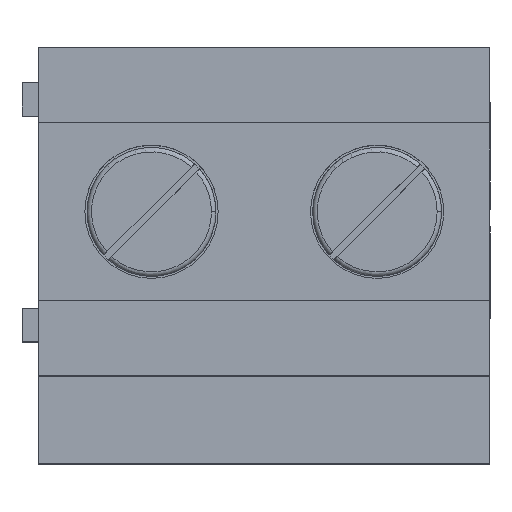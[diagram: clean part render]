
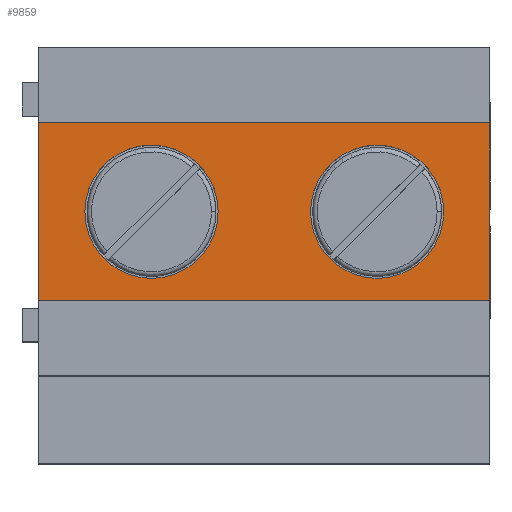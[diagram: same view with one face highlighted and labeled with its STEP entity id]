
A CAD part, top view. The second image highlights one B-rep face of the part: STEP entity #9859.
In plain terms, the highlighted planar face has unit normal (0, 0, 1).
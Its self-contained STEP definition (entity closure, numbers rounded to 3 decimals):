
#357 = LINE ( 'NONE', #5592, #2026 ) ;
#419 = CARTESIAN_POINT ( 'NONE',  ( -2.08, 0., 29.5 ) ) ;
#616 = CARTESIAN_POINT ( 'NONE',  ( -10.16, -4., 29.5 ) ) ;
#814 = CARTESIAN_POINT ( 'NONE',  ( 10.16, 4., 29.5 ) ) ;
#976 = ORIENTED_EDGE ( 'NONE', *, *, #9424, .F. ) ;
#1423 = LINE ( 'NONE', #2611, #11677 ) ;
#1436 = VECTOR ( 'NONE', #9390, 1000. ) ;
#2026 = VECTOR ( 'NONE', #9366, 1000. ) ;
#2294 = EDGE_CURVE ( 'NONE', #5901, #15260, #9645, .T. ) ;
#2428 = ORIENTED_EDGE ( 'NONE', *, *, #12772, .T. ) ;
#2462 = EDGE_LOOP ( 'NONE', ( #4511, #7958, #2428, #9010 ) ) ;
#2611 = CARTESIAN_POINT ( 'NONE',  ( 10.16, -7.38, 29.5 ) ) ;
#2740 = PLANE ( 'NONE',  #4013 ) ;
#2987 = DIRECTION ( 'NONE',  ( 0., 0., -1. ) ) ;
#3174 = DIRECTION ( 'NONE',  ( 1., 0., 0. ) ) ;
#3695 = AXIS2_PLACEMENT_3D ( 'NONE', #16253, #11127, #11371 ) ;
#4001 = CIRCLE ( 'NONE', #8111, 3. ) ;
#4013 = AXIS2_PLACEMENT_3D ( 'NONE', #10523, #2987, #15588 ) ;
#4048 = CARTESIAN_POINT ( 'NONE',  ( -8.08, 0., 29.5 ) ) ;
#4336 = CARTESIAN_POINT ( 'NONE',  ( -5.08, 0., 29.5 ) ) ;
#4511 = ORIENTED_EDGE ( 'NONE', *, *, #10155, .T. ) ;
#4562 = CARTESIAN_POINT ( 'NONE',  ( -10.16, 4., 29.5 ) ) ;
#4945 = VERTEX_POINT ( 'NONE', #4048 ) ;
#5213 = LINE ( 'NONE', #8035, #10588 ) ;
#5298 = FACE_BOUND ( 'NONE', #11281, .T. ) ;
#5487 = FACE_OUTER_BOUND ( 'NONE', #2462, .T. ) ;
#5592 = CARTESIAN_POINT ( 'NONE',  ( 10.16, -4., 29.5 ) ) ;
#5901 = VERTEX_POINT ( 'NONE', #4562 ) ;
#6529 = DIRECTION ( 'NONE',  ( 0., -1., 0. ) ) ;
#6552 = CIRCLE ( 'NONE', #9214, 3. ) ;
#6676 = CARTESIAN_POINT ( 'NONE',  ( 2.08, 0., 29.5 ) ) ;
#7069 = CARTESIAN_POINT ( 'NONE',  ( 5.08, 0., 29.5 ) ) ;
#7120 = EDGE_CURVE ( 'NONE', #9922, #4945, #11423, .T. ) ;
#7242 = ORIENTED_EDGE ( 'NONE', *, *, #7120, .F. ) ;
#7416 = VERTEX_POINT ( 'NONE', #6676 ) ;
#7857 = DIRECTION ( 'NONE',  ( 0., 1., 0. ) ) ;
#7958 = ORIENTED_EDGE ( 'NONE', *, *, #10695, .F. ) ;
#8035 = CARTESIAN_POINT ( 'NONE',  ( -10.16, -7.38, 29.5 ) ) ;
#8111 = AXIS2_PLACEMENT_3D ( 'NONE', #7069, #14827, #3174 ) ;
#8978 = EDGE_CURVE ( 'NONE', #13401, #7416, #12159, .T. ) ;
#9010 = ORIENTED_EDGE ( 'NONE', *, *, #2294, .F. ) ;
#9214 = AXIS2_PLACEMENT_3D ( 'NONE', #15882, #13215, #10688 ) ;
#9366 = DIRECTION ( 'NONE',  ( -1., 0., 0. ) ) ;
#9390 = DIRECTION ( 'NONE',  ( 1., 0., 0. ) ) ;
#9424 = EDGE_CURVE ( 'NONE', #7416, #13401, #4001, .T. ) ;
#9586 = DIRECTION ( 'NONE',  ( 0., 0., 1. ) ) ;
#9645 = LINE ( 'NONE', #10921, #1436 ) ;
#9830 = CARTESIAN_POINT ( 'NONE',  ( 10.16, -4., 29.5 ) ) ;
#9859 = ADVANCED_FACE ( 'NONE', ( #5298, #11810, #5487 ), #2740, .F. ) ;
#9922 = VERTEX_POINT ( 'NONE', #419 ) ;
#10155 = EDGE_CURVE ( 'NONE', #5901, #10672, #5213, .T. ) ;
#10177 = ORIENTED_EDGE ( 'NONE', *, *, #15867, .F. ) ;
#10523 = CARTESIAN_POINT ( 'NONE',  ( 0., 0., 29.5 ) ) ;
#10588 = VECTOR ( 'NONE', #6529, 1000. ) ;
#10672 = VERTEX_POINT ( 'NONE', #616 ) ;
#10688 = DIRECTION ( 'NONE',  ( 1., 0., 0. ) ) ;
#10695 = EDGE_CURVE ( 'NONE', #15981, #10672, #357, .T. ) ;
#10921 = CARTESIAN_POINT ( 'NONE',  ( -10.16, 4., 29.5 ) ) ;
#11104 = ORIENTED_EDGE ( 'NONE', *, *, #8978, .F. ) ;
#11127 = DIRECTION ( 'NONE',  ( 0., 0., 1. ) ) ;
#11281 = EDGE_LOOP ( 'NONE', ( #11104, #976 ) ) ;
#11371 = DIRECTION ( 'NONE',  ( 1., 0., 0. ) ) ;
#11423 = CIRCLE ( 'NONE', #12774, 3. ) ;
#11677 = VECTOR ( 'NONE', #7857, 1000. ) ;
#11810 = FACE_BOUND ( 'NONE', #16232, .T. ) ;
#12159 = CIRCLE ( 'NONE', #3695, 3. ) ;
#12193 = DIRECTION ( 'NONE',  ( 1., 0., 0. ) ) ;
#12772 = EDGE_CURVE ( 'NONE', #15981, #15260, #1423, .T. ) ;
#12774 = AXIS2_PLACEMENT_3D ( 'NONE', #4336, #9586, #12193 ) ;
#13215 = DIRECTION ( 'NONE',  ( 0., 0., 1. ) ) ;
#13401 = VERTEX_POINT ( 'NONE', #14898 ) ;
#14827 = DIRECTION ( 'NONE',  ( 0., 0., 1. ) ) ;
#14898 = CARTESIAN_POINT ( 'NONE',  ( 8.08, 0., 29.5 ) ) ;
#15260 = VERTEX_POINT ( 'NONE', #814 ) ;
#15588 = DIRECTION ( 'NONE',  ( -1., 0., 0. ) ) ;
#15867 = EDGE_CURVE ( 'NONE', #4945, #9922, #6552, .T. ) ;
#15882 = CARTESIAN_POINT ( 'NONE',  ( -5.08, 0., 29.5 ) ) ;
#15981 = VERTEX_POINT ( 'NONE', #9830 ) ;
#16232 = EDGE_LOOP ( 'NONE', ( #7242, #10177 ) ) ;
#16253 = CARTESIAN_POINT ( 'NONE',  ( 5.08, 0., 29.5 ) ) ;
